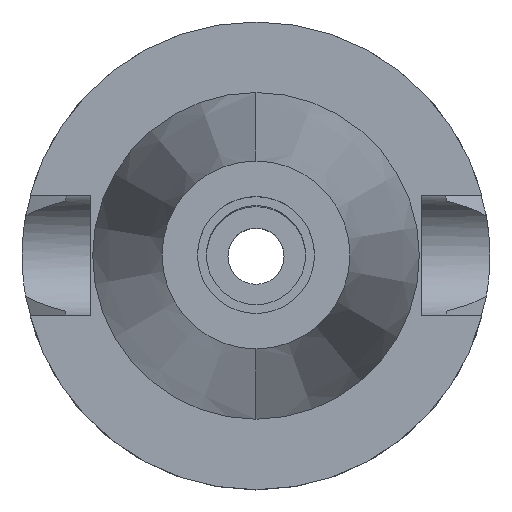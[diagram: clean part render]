
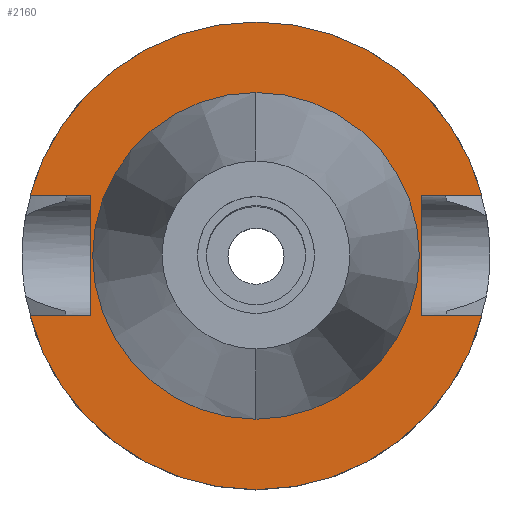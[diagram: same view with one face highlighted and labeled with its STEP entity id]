
A CAD part, top view. The second image highlights one B-rep face of the part: STEP entity #2160.
In plain terms, the highlighted planar face has unit normal (0, 0, 1).
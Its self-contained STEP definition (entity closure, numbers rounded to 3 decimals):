
#824=DIRECTION('',(1.,0.,0.));
#825=VECTOR('',#824,12.921);
#826=CARTESIAN_POINT('',(35.4,12.85,-1.5));
#827=LINE('',#826,#825);
#871=DIRECTION('',(0.,1.,0.));
#872=VECTOR('',#871,25.7);
#873=CARTESIAN_POINT('',(-35.4,-12.85,-1.5));
#874=LINE('',#873,#872);
#878=DIRECTION('',(-1.,0.,0.));
#879=VECTOR('',#878,12.921);
#880=CARTESIAN_POINT('',(-35.4,12.85,-1.5));
#881=LINE('',#880,#879);
#885=CARTESIAN_POINT('',(0.,0.,-1.5));
#886=DIRECTION('',(0.,0.,-1.));
#887=DIRECTION('',(-0.966,0.257,0.));
#888=AXIS2_PLACEMENT_3D('',#885,#886,#887);
#893=CARTESIAN_POINT('',(0.,0.,-1.5));
#894=DIRECTION('',(0.,0.,-1.));
#895=DIRECTION('',(0.,1.,0.));
#896=AXIS2_PLACEMENT_3D('',#893,#894,#895);
#901=DIRECTION('',(0.,-1.,0.));
#902=VECTOR('',#901,25.7);
#903=CARTESIAN_POINT('',(35.4,12.85,-1.5));
#904=LINE('',#903,#902);
#908=DIRECTION('',(1.,0.,0.));
#909=VECTOR('',#908,12.921);
#910=CARTESIAN_POINT('',(35.4,-12.85,-1.5));
#911=LINE('',#910,#909);
#915=CARTESIAN_POINT('',(0.,0.,-1.5));
#916=DIRECTION('',(0.,0.,-1.));
#917=DIRECTION('',(0.966,-0.257,0.));
#918=AXIS2_PLACEMENT_3D('',#915,#916,#917);
#923=CARTESIAN_POINT('',(0.,0.,-1.5));
#924=DIRECTION('',(0.,0.,-1.));
#925=DIRECTION('',(0.,-1.,0.));
#926=AXIS2_PLACEMENT_3D('',#923,#924,#925);
#931=CARTESIAN_POINT('',(0.,0.,-1.5));
#932=DIRECTION('',(0.,0.,1.));
#933=DIRECTION('',(0.,-1.,0.));
#934=AXIS2_PLACEMENT_3D('',#931,#932,#933);
#939=CARTESIAN_POINT('',(0.,0.,-1.5));
#940=DIRECTION('',(0.,0.,1.));
#941=DIRECTION('',(0.,1.,0.));
#942=AXIS2_PLACEMENT_3D('',#939,#940,#941);
#977=DIRECTION('',(-1.,0.,0.));
#978=VECTOR('',#977,12.921);
#979=CARTESIAN_POINT('',(-35.4,-12.85,-1.5));
#980=LINE('',#979,#978);
#1355=CARTESIAN_POINT('',(-35.4,-12.85,-1.5));
#1356=VERTEX_POINT('',#1355);
#1357=CARTESIAN_POINT('',(-48.321,-12.85,-1.5));
#1358=VERTEX_POINT('',#1357);
#1361=CARTESIAN_POINT('',(-35.4,12.85,-1.5));
#1362=VERTEX_POINT('',#1361);
#1363=CARTESIAN_POINT('',(-48.321,12.85,-1.5));
#1364=VERTEX_POINT('',#1363);
#1365=CARTESIAN_POINT('',(0.,50.,-1.5));
#1366=CARTESIAN_POINT('',(48.321,12.85,-1.5));
#1367=VERTEX_POINT('',#1365);
#1368=VERTEX_POINT('',#1366);
#1369=CARTESIAN_POINT('',(35.4,12.85,-1.5));
#1370=VERTEX_POINT('',#1369);
#1371=CARTESIAN_POINT('',(35.4,-12.85,-1.5));
#1372=VERTEX_POINT('',#1371);
#1373=CARTESIAN_POINT('',(48.321,-12.85,-1.5));
#1374=VERTEX_POINT('',#1373);
#1375=CARTESIAN_POINT('',(0.,-50.,-1.5));
#1376=VERTEX_POINT('',#1375);
#1377=CARTESIAN_POINT('',(0.,-34.925,-1.5));
#1378=CARTESIAN_POINT('',(0.,34.925,-1.5));
#1379=VERTEX_POINT('',#1377);
#1380=VERTEX_POINT('',#1378);
#2129=CARTESIAN_POINT('',(0.,0.,-1.5));
#2130=DIRECTION('',(0.,0.,-1.));
#2131=DIRECTION('',(0.,-1.,0.));
#2132=AXIS2_PLACEMENT_3D('',#2129,#2130,#2131);
#2133=PLANE('',#2132);
#2135=ORIENTED_EDGE('',*,*,#2134,.T.);
#2137=ORIENTED_EDGE('',*,*,#2136,.T.);
#2139=ORIENTED_EDGE('',*,*,#2138,.T.);
#2141=ORIENTED_EDGE('',*,*,#2140,.T.);
#2142=ORIENTED_EDGE('',*,*,#2105,.F.);
#2143=ORIENTED_EDGE('',*,*,#2119,.T.);
#2145=ORIENTED_EDGE('',*,*,#2144,.T.);
#2147=ORIENTED_EDGE('',*,*,#2146,.T.);
#2149=ORIENTED_EDGE('',*,*,#2148,.T.);
#2151=ORIENTED_EDGE('',*,*,#2150,.F.);
#2152=EDGE_LOOP('',(#2135,#2137,#2139,#2141,#2142,#2143,#2145,#2147,#2149,
#2151));
#2153=FACE_OUTER_BOUND('',#2152,.F.);
#2155=ORIENTED_EDGE('',*,*,#2154,.T.);
#2157=ORIENTED_EDGE('',*,*,#2156,.T.);
#2158=EDGE_LOOP('',(#2155,#2157));
#2159=FACE_BOUND('',#2158,.F.);
#889=CIRCLE('',#888,50.);
#897=CIRCLE('',#896,50.);
#919=CIRCLE('',#918,50.);
#927=CIRCLE('',#926,50.);
#935=CIRCLE('',#934,34.925);
#943=CIRCLE('',#942,34.925);
#2105=EDGE_CURVE('',#1370,#1368,#827,.T.);
#2119=EDGE_CURVE('',#1370,#1372,#904,.T.);
#2134=EDGE_CURVE('',#1356,#1362,#874,.T.);
#2136=EDGE_CURVE('',#1362,#1364,#881,.T.);
#2138=EDGE_CURVE('',#1364,#1367,#889,.T.);
#2140=EDGE_CURVE('',#1367,#1368,#897,.T.);
#2144=EDGE_CURVE('',#1372,#1374,#911,.T.);
#2146=EDGE_CURVE('',#1374,#1376,#919,.T.);
#2148=EDGE_CURVE('',#1376,#1358,#927,.T.);
#2150=EDGE_CURVE('',#1356,#1358,#980,.T.);
#2154=EDGE_CURVE('',#1379,#1380,#935,.T.);
#2156=EDGE_CURVE('',#1380,#1379,#943,.T.);
#2160=ADVANCED_FACE('',(#2153,#2159),#2133,.F.);
